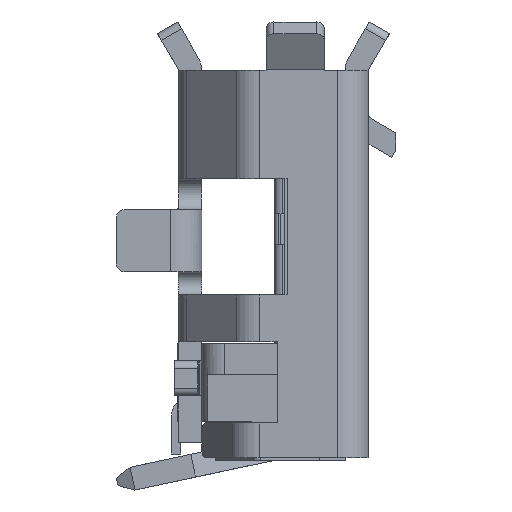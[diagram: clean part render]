
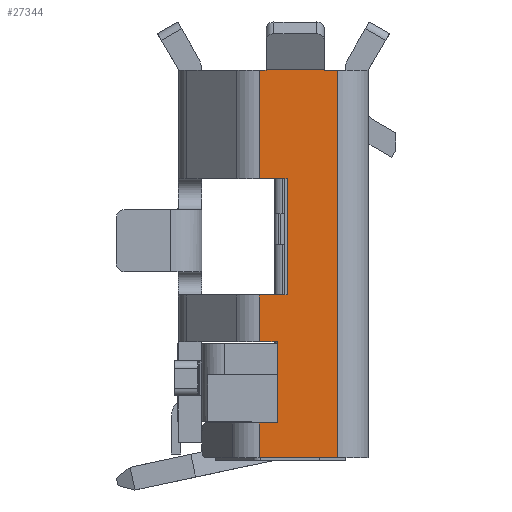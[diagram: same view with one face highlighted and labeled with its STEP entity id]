
A CAD part, left-side view. The second image highlights one B-rep face of the part: STEP entity #27344.
In plain terms, the highlighted planar face has unit normal (-1, 0, 0).
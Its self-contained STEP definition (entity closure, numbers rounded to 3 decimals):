
#482 = CARTESIAN_POINT ( 'NONE',  ( -3.75, 1.02, 3.532 ) ) ;
#909 = CARTESIAN_POINT ( 'NONE',  ( -3.75, 0.08, 3.632 ) ) ;
#985 = DIRECTION ( 'NONE',  ( 0., 0., -1. ) ) ;
#1265 = LINE ( 'NONE', #13450, #9474 ) ;
#1598 = DIRECTION ( 'NONE',  ( 0., -1., 0. ) ) ;
#1782 = ORIENTED_EDGE ( 'NONE', *, *, #9806, .T. ) ;
#2217 = ORIENTED_EDGE ( 'NONE', *, *, #10020, .T. ) ;
#2292 = VECTOR ( 'NONE', #8890, 1000. ) ;
#2385 = EDGE_CURVE ( 'NONE', #2767, #2789, #10045, .T. ) ;
#2439 = DIRECTION ( 'NONE',  ( 0., 0., -1. ) ) ;
#2767 = VERTEX_POINT ( 'NONE', #28865 ) ;
#2789 = VERTEX_POINT ( 'NONE', #26589 ) ;
#2841 = LINE ( 'NONE', #17441, #17870 ) ;
#3035 = VERTEX_POINT ( 'NONE', #10137 ) ;
#3056 = VERTEX_POINT ( 'NONE', #12556 ) ;
#3237 = CARTESIAN_POINT ( 'NONE',  ( -3.75, 0.605, -1.02 ) ) ;
#4014 = ORIENTED_EDGE ( 'NONE', *, *, #23458, .T. ) ;
#4268 = VECTOR ( 'NONE', #15609, 1000. ) ;
#4298 = DIRECTION ( 'NONE',  ( 0., 0., 1. ) ) ;
#5185 = VECTOR ( 'NONE', #17266, 1000. ) ;
#5322 = EDGE_CURVE ( 'NONE', #15505, #21778, #1265, .T. ) ;
#5362 = AXIS2_PLACEMENT_3D ( 'NONE', #909, #27442, #10338 ) ;
#6172 = VECTOR ( 'NONE', #2439, 1000. ) ;
#6527 = CARTESIAN_POINT ( 'NONE',  ( -3.75, 1.106, 0.03 ) ) ;
#6759 = LINE ( 'NONE', #28980, #18425 ) ;
#6896 = ORIENTED_EDGE ( 'NONE', *, *, #12408, .T. ) ;
#8074 = ORIENTED_EDGE ( 'NONE', *, *, #29689, .T. ) ;
#8205 = VECTOR ( 'NONE', #28891, 1000. ) ;
#8474 = VERTEX_POINT ( 'NONE', #19142 ) ;
#8634 = CARTESIAN_POINT ( 'NONE',  ( -3.75, 0.75, 2.13 ) ) ;
#8890 = DIRECTION ( 'NONE',  ( 0., 0., -1. ) ) ;
#9018 = VERTEX_POINT ( 'NONE', #31073 ) ;
#9474 = VECTOR ( 'NONE', #1598, 1000. ) ;
#9487 = EDGE_CURVE ( 'NONE', #21778, #3056, #25783, .T. ) ;
#9631 = CARTESIAN_POINT ( 'NONE',  ( -3.75, 1.02, 3.53 ) ) ;
#9806 = EDGE_CURVE ( 'NONE', #18203, #26080, #15981, .T. ) ;
#9812 = VERTEX_POINT ( 'NONE', #6527 ) ;
#10020 = EDGE_CURVE ( 'NONE', #3056, #21330, #25753, .T. ) ;
#10045 = LINE ( 'NONE', #21763, #5185 ) ;
#10137 = CARTESIAN_POINT ( 'NONE',  ( -3.75, 0.875, 0.03 ) ) ;
#10338 = DIRECTION ( 'NONE',  ( 0., 1., 0. ) ) ;
#10844 = CARTESIAN_POINT ( 'NONE',  ( -3.75, 0.75, 0.63 ) ) ;
#10983 = VECTOR ( 'NONE', #12826, 1000. ) ;
#11876 = EDGE_CURVE ( 'NONE', #21994, #9812, #21530, .T. ) ;
#12100 = CARTESIAN_POINT ( 'NONE',  ( -3.75, 0.605, 0.03 ) ) ;
#12363 = ORIENTED_EDGE ( 'NONE', *, *, #28998, .T. ) ;
#12408 = EDGE_CURVE ( 'NONE', #21330, #26068, #17369, .T. ) ;
#12556 = CARTESIAN_POINT ( 'NONE',  ( -3.75, 0.1, 3.53 ) ) ;
#12636 = FACE_OUTER_BOUND ( 'NONE', #28242, .T. ) ;
#12722 = CARTESIAN_POINT ( 'NONE',  ( -3.75, 0.875, 1.031 ) ) ;
#12797 = VECTOR ( 'NONE', #20273, 1000. ) ;
#12826 = DIRECTION ( 'NONE',  ( 0., 0., 1. ) ) ;
#13213 = EDGE_CURVE ( 'NONE', #14763, #22548, #15030, .T. ) ;
#13450 = CARTESIAN_POINT ( 'NONE',  ( -3.75, 0.605, -1.47 ) ) ;
#13762 = CARTESIAN_POINT ( 'NONE',  ( -3.75, 0.75, 1.031 ) ) ;
#13840 = LINE ( 'NONE', #12100, #8205 ) ;
#14022 = ORIENTED_EDGE ( 'NONE', *, *, #9487, .T. ) ;
#14763 = VERTEX_POINT ( 'NONE', #482 ) ;
#15030 = LINE ( 'NONE', #23169, #2292 ) ;
#15284 = ORIENTED_EDGE ( 'NONE', *, *, #5322, .T. ) ;
#15330 = CARTESIAN_POINT ( 'NONE',  ( -3.75, 1.11, 1.031 ) ) ;
#15505 = VERTEX_POINT ( 'NONE', #22462 ) ;
#15609 = DIRECTION ( 'NONE',  ( 0., -1., 0. ) ) ;
#15876 = ORIENTED_EDGE ( 'NONE', *, *, #19186, .T. ) ;
#15981 = LINE ( 'NONE', #13762, #28738 ) ;
#16006 = CARTESIAN_POINT ( 'NONE',  ( -3.75, 0.27, 3.53 ) ) ;
#16793 = CARTESIAN_POINT ( 'NONE',  ( -3.75, 1.106, 1.031 ) ) ;
#17266 = DIRECTION ( 'NONE',  ( 0., 0., -1. ) ) ;
#17369 = LINE ( 'NONE', #25335, #10983 ) ;
#17441 = CARTESIAN_POINT ( 'NONE',  ( -3.75, 0.605, 0.63 ) ) ;
#17577 = EDGE_CURVE ( 'NONE', #26080, #21994, #2841, .T. ) ;
#17870 = VECTOR ( 'NONE', #22556, 1000. ) ;
#18026 = ORIENTED_EDGE ( 'NONE', *, *, #13213, .T. ) ;
#18203 = VERTEX_POINT ( 'NONE', #8634 ) ;
#18425 = VECTOR ( 'NONE', #26800, 1000. ) ;
#18676 = CARTESIAN_POINT ( 'NONE',  ( -3.75, 0.1, 1.031 ) ) ;
#19132 = CARTESIAN_POINT ( 'NONE',  ( -3.75, 1.106, 0.63 ) ) ;
#19142 = CARTESIAN_POINT ( 'NONE',  ( -3.75, 0.875, -1.02 ) ) ;
#19186 = EDGE_CURVE ( 'NONE', #9018, #15505, #27114, .T. ) ;
#19198 = LINE ( 'NONE', #12722, #12797 ) ;
#19322 = CARTESIAN_POINT ( 'NONE',  ( -3.75, 0.605, 3.53 ) ) ;
#19365 = VECTOR ( 'NONE', #29044, 1000. ) ;
#19391 = VECTOR ( 'NONE', #4298, 1000. ) ;
#20273 = DIRECTION ( 'NONE',  ( 0., 0., -1. ) ) ;
#20283 = CARTESIAN_POINT ( 'NONE',  ( -3.75, 0.27, 3.532 ) ) ;
#20496 = ORIENTED_EDGE ( 'NONE', *, *, #30201, .T. ) ;
#21330 = VERTEX_POINT ( 'NONE', #16006 ) ;
#21530 = LINE ( 'NONE', #16793, #6172 ) ;
#21749 = ORIENTED_EDGE ( 'NONE', *, *, #17577, .T. ) ;
#21763 = CARTESIAN_POINT ( 'NONE',  ( -3.75, 1.106, 1.031 ) ) ;
#21778 = VERTEX_POINT ( 'NONE', #21951 ) ;
#21951 = CARTESIAN_POINT ( 'NONE',  ( -3.75, 0.1, -1.47 ) ) ;
#21994 = VERTEX_POINT ( 'NONE', #19132 ) ;
#22462 = CARTESIAN_POINT ( 'NONE',  ( -3.75, 1.11, -1.47 ) ) ;
#22548 = VERTEX_POINT ( 'NONE', #9631 ) ;
#22556 = DIRECTION ( 'NONE',  ( 0., 1., 0. ) ) ;
#23037 = VECTOR ( 'NONE', #23598, 1000. ) ;
#23169 = CARTESIAN_POINT ( 'NONE',  ( -3.75, 1.02, 1.031 ) ) ;
#23458 = EDGE_CURVE ( 'NONE', #26068, #14763, #30543, .T. ) ;
#23598 = DIRECTION ( 'NONE',  ( 0., 1., 0. ) ) ;
#23752 = EDGE_CURVE ( 'NONE', #2789, #18203, #27884, .T. ) ;
#23973 = ORIENTED_EDGE ( 'NONE', *, *, #2385, .T. ) ;
#24839 = PLANE ( 'NONE',  #5362 ) ;
#25064 = CARTESIAN_POINT ( 'NONE',  ( -3.75, 0.605, 2.13 ) ) ;
#25335 = CARTESIAN_POINT ( 'NONE',  ( -3.75, 0.27, 1.031 ) ) ;
#25753 = LINE ( 'NONE', #19322, #19365 ) ;
#25783 = LINE ( 'NONE', #18676, #19391 ) ;
#25857 = EDGE_CURVE ( 'NONE', #9812, #3035, #13840, .T. ) ;
#26068 = VERTEX_POINT ( 'NONE', #20283 ) ;
#26080 = VERTEX_POINT ( 'NONE', #10844 ) ;
#26158 = ORIENTED_EDGE ( 'NONE', *, *, #23752, .T. ) ;
#26589 = CARTESIAN_POINT ( 'NONE',  ( -3.75, 1.106, 2.13 ) ) ;
#26800 = DIRECTION ( 'NONE',  ( 0., 1., 0. ) ) ;
#27114 = LINE ( 'NONE', #15330, #28217 ) ;
#27191 = ORIENTED_EDGE ( 'NONE', *, *, #11876, .T. ) ;
#27344 = ADVANCED_FACE ( 'NONE', ( #12636 ), #24839, .T. ) ;
#27442 = DIRECTION ( 'NONE',  ( -1., 0., 0. ) ) ;
#27884 = LINE ( 'NONE', #25064, #4268 ) ;
#28217 = VECTOR ( 'NONE', #985, 1000. ) ;
#28242 = EDGE_LOOP ( 'NONE', ( #8074, #12363, #15876, #15284, #14022, #2217, #6896, #4014, #18026, #20496, #23973, #26158, #1782, #21749, #27191, #29568 ) ) ;
#28258 = VECTOR ( 'NONE', #29543, 1000. ) ;
#28618 = LINE ( 'NONE', #3237, #28258 ) ;
#28738 = VECTOR ( 'NONE', #30560, 1000. ) ;
#28865 = CARTESIAN_POINT ( 'NONE',  ( -3.75, 1.106, 3.53 ) ) ;
#28891 = DIRECTION ( 'NONE',  ( 0., -1., 0. ) ) ;
#28980 = CARTESIAN_POINT ( 'NONE',  ( -3.75, 0.605, 3.53 ) ) ;
#28998 = EDGE_CURVE ( 'NONE', #8474, #9018, #28618, .T. ) ;
#29044 = DIRECTION ( 'NONE',  ( 0., 1., 0. ) ) ;
#29543 = DIRECTION ( 'NONE',  ( 0., 1., 0. ) ) ;
#29568 = ORIENTED_EDGE ( 'NONE', *, *, #25857, .T. ) ;
#29689 = EDGE_CURVE ( 'NONE', #3035, #8474, #19198, .T. ) ;
#30201 = EDGE_CURVE ( 'NONE', #22548, #2767, #6759, .T. ) ;
#30543 = LINE ( 'NONE', #30755, #23037 ) ;
#30560 = DIRECTION ( 'NONE',  ( 0., 0., -1. ) ) ;
#30755 = CARTESIAN_POINT ( 'NONE',  ( -3.75, 0.605, 3.532 ) ) ;
#31073 = CARTESIAN_POINT ( 'NONE',  ( -3.75, 1.11, -1.02 ) ) ;
